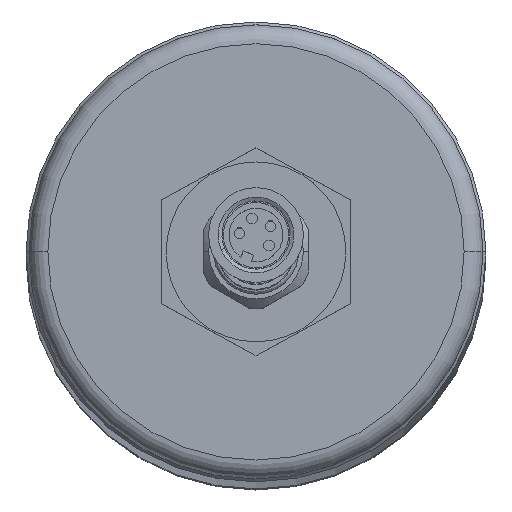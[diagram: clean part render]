
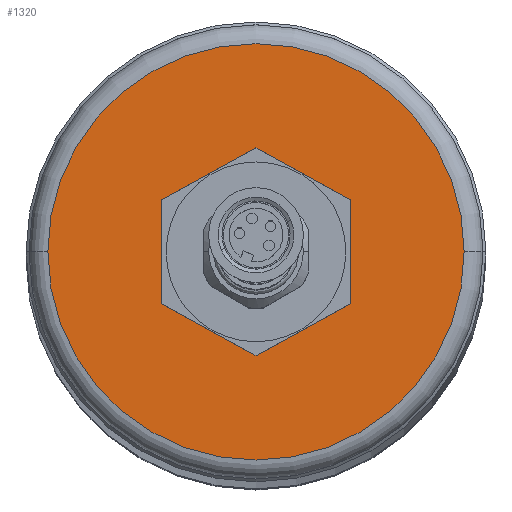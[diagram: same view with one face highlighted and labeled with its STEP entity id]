
A CAD part, top view. The second image highlights one B-rep face of the part: STEP entity #1320.
In plain terms, the highlighted planar face has unit normal (0, 0, 1).
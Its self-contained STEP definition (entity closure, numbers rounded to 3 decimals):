
#1 = ORIENTED_EDGE ( 'NONE', *, *, #5048, .F. ) ;
#38 = FACE_OUTER_BOUND ( 'NONE', #1946, .T. ) ;
#151 = DIRECTION ( 'NONE',  ( -1., 0., 0. ) ) ;
#286 = CIRCLE ( 'NONE', #1843, 9.5 ) ;
#520 = ORIENTED_EDGE ( 'NONE', *, *, #4376, .F. ) ;
#829 = AXIS2_PLACEMENT_3D ( 'NONE', #844, #3893, #2138 ) ;
#844 = CARTESIAN_POINT ( 'NONE',  ( 0., 0., 0. ) ) ;
#917 = DIRECTION ( 'NONE',  ( -1., 0., 0. ) ) ;
#1051 = CARTESIAN_POINT ( 'NONE',  ( 22., 0., 0. ) ) ;
#1126 = EDGE_LOOP ( 'NONE', ( #1, #520 ) ) ;
#1159 = AXIS2_PLACEMENT_3D ( 'NONE', #3104, #4851, #917 ) ;
#1282 = DIRECTION ( 'NONE',  ( 0., 0., 1. ) ) ;
#1320 = ADVANCED_FACE ( 'NONE', ( #38, #1354 ), #2267, .F. ) ;
#1354 = FACE_BOUND ( 'NONE', #1126, .T. ) ;
#1843 = AXIS2_PLACEMENT_3D ( 'NONE', #2137, #1282, #4392 ) ;
#1946 = EDGE_LOOP ( 'NONE', ( #4411, #5488 ) ) ;
#2023 = VERTEX_POINT ( 'NONE', #1051 ) ;
#2137 = CARTESIAN_POINT ( 'NONE',  ( 0., 0., 0. ) ) ;
#2138 = DIRECTION ( 'NONE',  ( -1., 0., 0. ) ) ;
#2267 = PLANE ( 'NONE',  #1159 ) ;
#2322 = CARTESIAN_POINT ( 'NONE',  ( 0., 0., 0. ) ) ;
#2514 = DIRECTION ( 'NONE',  ( 0., 0., 1. ) ) ;
#2638 = AXIS2_PLACEMENT_3D ( 'NONE', #2322, #4088, #151 ) ;
#2917 = DIRECTION ( 'NONE',  ( -1., 0., 0. ) ) ;
#2926 = EDGE_CURVE ( 'NONE', #4319, #2023, #5112, .T. ) ;
#3025 = EDGE_CURVE ( 'NONE', #2023, #4319, #4315, .T. ) ;
#3030 = VERTEX_POINT ( 'NONE', #4283 ) ;
#3100 = CARTESIAN_POINT ( 'NONE',  ( -22., 0., 0. ) ) ;
#3104 = CARTESIAN_POINT ( 'NONE',  ( 0., 0., 0. ) ) ;
#3893 = DIRECTION ( 'NONE',  ( 0., 0., 1. ) ) ;
#4035 = AXIS2_PLACEMENT_3D ( 'NONE', #4313, #2514, #2917 ) ;
#4088 = DIRECTION ( 'NONE',  ( 0., 0., 1. ) ) ;
#4283 = CARTESIAN_POINT ( 'NONE',  ( 9.5, 0., 0. ) ) ;
#4313 = CARTESIAN_POINT ( 'NONE',  ( 0., 0., 0. ) ) ;
#4315 = CIRCLE ( 'NONE', #4035, 22. ) ;
#4319 = VERTEX_POINT ( 'NONE', #3100 ) ;
#4359 = VERTEX_POINT ( 'NONE', #4487 ) ;
#4376 = EDGE_CURVE ( 'NONE', #3030, #4359, #4513, .T. ) ;
#4392 = DIRECTION ( 'NONE',  ( -1., 0., 0. ) ) ;
#4411 = ORIENTED_EDGE ( 'NONE', *, *, #2926, .T. ) ;
#4487 = CARTESIAN_POINT ( 'NONE',  ( -9.5, 0., 0. ) ) ;
#4513 = CIRCLE ( 'NONE', #829, 9.5 ) ;
#4851 = DIRECTION ( 'NONE',  ( 0., 0., -1. ) ) ;
#5048 = EDGE_CURVE ( 'NONE', #4359, #3030, #286, .T. ) ;
#5112 = CIRCLE ( 'NONE', #2638, 22. ) ;
#5488 = ORIENTED_EDGE ( 'NONE', *, *, #3025, .T. ) ;
